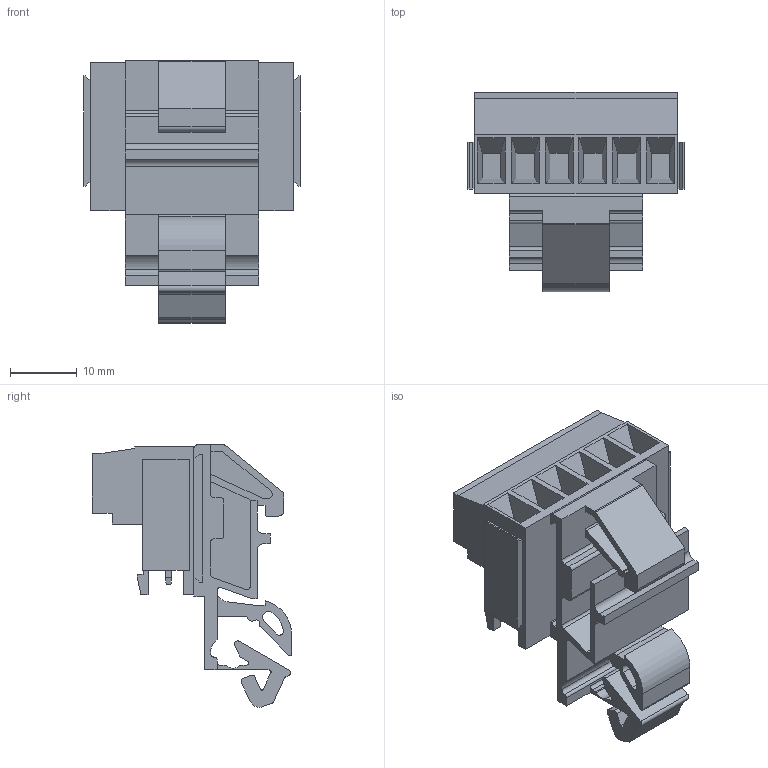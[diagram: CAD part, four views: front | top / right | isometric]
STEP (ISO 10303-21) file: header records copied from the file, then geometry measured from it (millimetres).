
FILE_DESCRIPTION(('CATIA V5 STEP Exchange','CAx-IF Rec.Pracs.--- Model Styling and Organization---1.2---2011-12-15'),'2;1');
FILE_NAME ('D1457433_0_1846060000_1846060000.stp','2018-11-24T07:12:49+00:00',('none'),('Weidmueller'),'CATIA Version 5-6 Release 2014','CATIA V5 STEP AP214','none');
FILE_SCHEMA(('AUTOMOTIVE_DESIGN { 1 0 10303 214 1 1 1 1 }'));
Length unit declared in the file: millimetre
Products named in the file (1): 1846060000
Bounding box: 32.48 x 29.95 x 39.4 mm (x, y, z)
Volume: 8859.7 mm3; surface area: 7958.3 mm2
Topology: 7 solids, 7 shells, 362 faces, 1013 edges, 666 vertices
Faces by surface type: plane 284, cylinder 78
Entity records: 10918 total; most frequent: ORIENTED_EDGE 2026, CARTESIAN_POINT 1983, DIRECTION 1523, EDGE_CURVE 1013, VECTOR 805, LINE 805, VERTEX_POINT 666, AXIS2_PLACEMENT_3D 448
